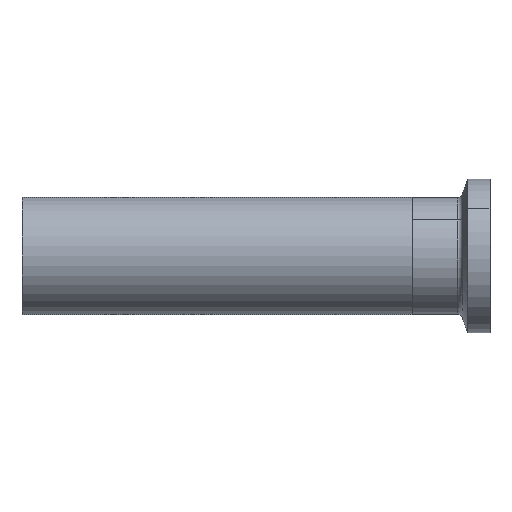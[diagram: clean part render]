
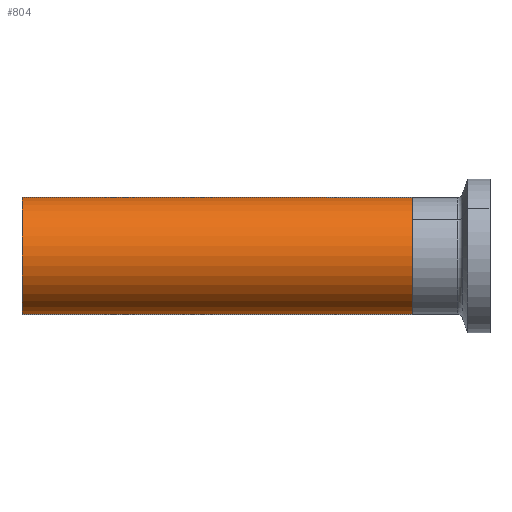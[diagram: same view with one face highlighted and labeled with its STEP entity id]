
A CAD part, front view. The second image highlights one B-rep face of the part: STEP entity #804.
In plain terms, the highlighted cylindrical face has radius 9.525 mm (diameter 19.05 mm), a partial arc.
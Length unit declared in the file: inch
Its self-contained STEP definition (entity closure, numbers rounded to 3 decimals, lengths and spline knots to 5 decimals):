
#8 = DIRECTION ( 'NONE',  ( -1., 0., 0. ) ) ;
#22 = DIRECTION ( 'NONE',  ( 0., 0., 1. ) ) ;
#104 = CARTESIAN_POINT ( 'NONE',  ( 0., 0., 0.375 ) ) ;
#117 = LINE ( 'NONE', #1071, #160 ) ;
#160 = VECTOR ( 'NONE', #1206, 39.37008 ) ;
#173 = VERTEX_POINT ( 'NONE', #1201 ) ;
#200 = FACE_OUTER_BOUND ( 'NONE', #710, .T. ) ;
#204 = CARTESIAN_POINT ( 'NONE',  ( -2., 0., -0.375 ) ) ;
#222 = EDGE_CURVE ( 'NONE', #487, #1062, #1167, .T. ) ;
#258 = LINE ( 'NONE', #1595, #808 ) ;
#299 = VERTEX_POINT ( 'NONE', #1259 ) ;
#311 = DIRECTION ( 'NONE',  ( 0., 0., 1. ) ) ;
#341 = EDGE_CURVE ( 'NONE', #638, #173, #860, .T. ) ;
#366 = CARTESIAN_POINT ( 'NONE',  ( 0.5, 0., 0.375 ) ) ;
#386 = EDGE_CURVE ( 'NONE', #1388, #173, #413, .T. ) ;
#396 = EDGE_CURVE ( 'NONE', #1062, #299, #799, .T. ) ;
#413 = CIRCLE ( 'NONE', #988, 0.375 ) ;
#423 = DIRECTION ( 'NONE',  ( -1., 0., 0. ) ) ;
#438 = CARTESIAN_POINT ( 'NONE',  ( 0.5, 0., 0. ) ) ;
#442 = DIRECTION ( 'NONE',  ( 1., 0., 0. ) ) ;
#480 = DIRECTION ( 'NONE',  ( -1., 0., 0. ) ) ;
#487 = VERTEX_POINT ( 'NONE', #1309 ) ;
#493 = AXIS2_PLACEMENT_3D ( 'NONE', #438, #442, #1073 ) ;
#502 = EDGE_CURVE ( 'NONE', #487, #638, #117, .T. ) ;
#638 = VERTEX_POINT ( 'NONE', #104 ) ;
#710 = EDGE_LOOP ( 'NONE', ( #1504, #1179, #1352, #1431, #848, #1328 ) ) ;
#753 = CARTESIAN_POINT ( 'NONE',  ( 0.5, 0., -0.375 ) ) ;
#799 = LINE ( 'NONE', #753, #1596 ) ;
#804 = ADVANCED_FACE ( 'NONE', ( #200 ), #1116, .T. ) ;
#808 = VECTOR ( 'NONE', #1331, 39.37008 ) ;
#848 = ORIENTED_EDGE ( 'NONE', *, *, #386, .F. ) ;
#851 = CARTESIAN_POINT ( 'NONE',  ( 0.5, 0., -0.375 ) ) ;
#860 = LINE ( 'NONE', #366, #1533 ) ;
#879 = CARTESIAN_POINT ( 'NONE',  ( -2., 0., 0. ) ) ;
#988 = AXIS2_PLACEMENT_3D ( 'NONE', #879, #1512, #22 ) ;
#1017 = EDGE_CURVE ( 'NONE', #299, #1388, #258, .T. ) ;
#1062 = VERTEX_POINT ( 'NONE', #851 ) ;
#1071 = CARTESIAN_POINT ( 'NONE',  ( 0.5, 0., 0.375 ) ) ;
#1073 = DIRECTION ( 'NONE',  ( 0., 0., -1. ) ) ;
#1116 = CYLINDRICAL_SURFACE ( 'NONE', #1268, 0.375 ) ;
#1167 = CIRCLE ( 'NONE', #493, 0.375 ) ;
#1179 = ORIENTED_EDGE ( 'NONE', *, *, #222, .F. ) ;
#1201 = CARTESIAN_POINT ( 'NONE',  ( -2., 0., 0.375 ) ) ;
#1206 = DIRECTION ( 'NONE',  ( -1., 0., 0. ) ) ;
#1259 = CARTESIAN_POINT ( 'NONE',  ( 0., 0., -0.375 ) ) ;
#1268 = AXIS2_PLACEMENT_3D ( 'NONE', #1429, #423, #311 ) ;
#1309 = CARTESIAN_POINT ( 'NONE',  ( 0.5, 0., 0.375 ) ) ;
#1328 = ORIENTED_EDGE ( 'NONE', *, *, #1017, .F. ) ;
#1331 = DIRECTION ( 'NONE',  ( -1., 0., 0. ) ) ;
#1352 = ORIENTED_EDGE ( 'NONE', *, *, #502, .T. ) ;
#1388 = VERTEX_POINT ( 'NONE', #204 ) ;
#1429 = CARTESIAN_POINT ( 'NONE',  ( 0.5, 0., 0. ) ) ;
#1431 = ORIENTED_EDGE ( 'NONE', *, *, #341, .T. ) ;
#1504 = ORIENTED_EDGE ( 'NONE', *, *, #396, .F. ) ;
#1512 = DIRECTION ( 'NONE',  ( -1., 0., 0. ) ) ;
#1533 = VECTOR ( 'NONE', #480, 39.37008 ) ;
#1595 = CARTESIAN_POINT ( 'NONE',  ( 0.5, 0., -0.375 ) ) ;
#1596 = VECTOR ( 'NONE', #8, 39.37008 ) ;
